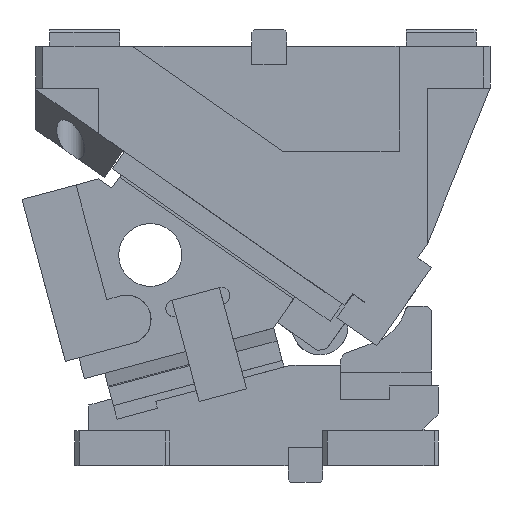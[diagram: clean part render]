
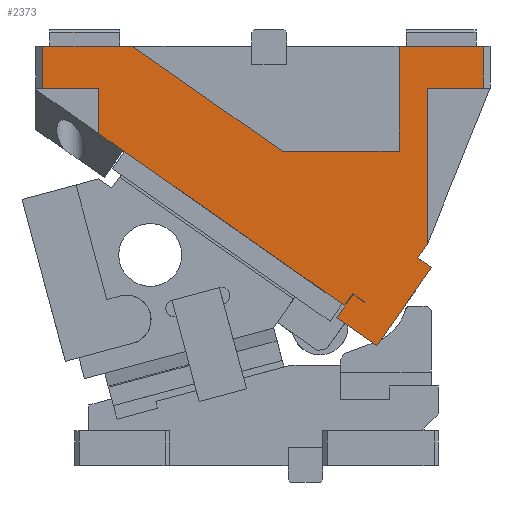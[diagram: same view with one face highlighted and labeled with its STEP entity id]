
A CAD part, left-side view. The second image highlights one B-rep face of the part: STEP entity #2373.
In plain terms, the highlighted planar face has unit normal (-1, 0, 0).
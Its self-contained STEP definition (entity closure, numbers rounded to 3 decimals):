
#850=CARTESIAN_POINT('Vertex',(-82.5,122.,-30.)) ;
#853=CARTESIAN_POINT('Line Origine',(-82.5,142.,-30.)) ;
#857=CARTESIAN_POINT('Vertex',(-82.5,162.,-30.)) ;
#942=CARTESIAN_POINT('Vertex',(-82.5,162.,0.)) ;
#945=CARTESIAN_POINT('Line Origine',(-82.5,162.,-15.)) ;
#1124=CARTESIAN_POINT('Line Origine',(-82.5,129.879,0.)) ;
#1128=CARTESIAN_POINT('Vertex',(-82.5,97.758,0.)) ;
#1853=CARTESIAN_POINT('Line Origine',(-82.5,112.746,-68.856)) ;
#1857=CARTESIAN_POINT('Vertex',(-82.5,122.,-62.376)) ;
#1859=CARTESIAN_POINT('Vertex',(-82.5,103.492,-75.336)) ;
#2198=CARTESIAN_POINT('Axis2P3D Location',(-82.5,0.871,-62.301)) ;
#2203=CARTESIAN_POINT('Line Origine',(-82.5,-51.328,-183.742)) ;
#2207=CARTESIAN_POINT('Vertex',(-82.5,-50.509,-183.168)) ;
#2209=CARTESIAN_POINT('Vertex',(-82.5,-52.147,-184.315)) ;
#2212=CARTESIAN_POINT('Line Origine',(-82.5,-52.966,-184.889)) ;
#2216=CARTESIAN_POINT('Vertex',(-82.5,-53.785,-185.462)) ;
#2219=CARTESIAN_POINT('Line Origine',(-82.5,-56.796,-181.162)) ;
#2223=CARTESIAN_POINT('Vertex',(-82.5,-59.808,-176.861)) ;
#2226=CARTESIAN_POINT('Line Origine',(-82.5,-64.108,-179.873)) ;
#2230=CARTESIAN_POINT('Vertex',(-82.5,-68.409,-182.884)) ;
#2233=CARTESIAN_POINT('Line Origine',(-82.5,-68.265,-183.089)) ;
#2237=CARTESIAN_POINT('Vertex',(-82.5,-68.122,-183.293)) ;
#2240=CARTESIAN_POINT('Line Origine',(-82.5,-64.026,-180.426)) ;
#2244=CARTESIAN_POINT('Vertex',(-82.5,-59.931,-177.558)) ;
#2247=CARTESIAN_POINT('Line Origine',(-82.5,-54.195,-185.749)) ;
#2251=CARTESIAN_POINT('Vertex',(-82.5,-48.459,-193.941)) ;
#2254=CARTESIAN_POINT('Line Origine',(-82.5,-62.794,-203.978)) ;
#2258=CARTESIAN_POINT('Vertex',(-82.5,-77.129,-214.016)) ;
#2261=CARTESIAN_POINT('Line Origine',(-82.5,-96.631,-186.165)) ;
#2265=CARTESIAN_POINT('Vertex',(-82.5,-116.133,-158.314)) ;
#2268=CARTESIAN_POINT('Line Origine',(-82.5,-111.218,-154.872)) ;
#2272=CARTESIAN_POINT('Vertex',(-82.5,-106.303,-151.431)) ;
#2275=CARTESIAN_POINT('Line Origine',(-82.5,-109.651,-146.648)) ;
#2279=CARTESIAN_POINT('Vertex',(-82.5,-113.,-141.866)) ;
#2282=CARTESIAN_POINT('Line Origine',(-82.5,-113.,-85.933)) ;
#2286=CARTESIAN_POINT('Vertex',(-82.5,-113.,-30.)) ;
#2289=CARTESIAN_POINT('Line Origine',(-82.5,-133.,-30.)) ;
#2293=CARTESIAN_POINT('Vertex',(-82.5,-153.,-30.)) ;
#2296=CARTESIAN_POINT('Line Origine',(-82.5,-153.,-15.)) ;
#2300=CARTESIAN_POINT('Vertex',(-82.5,-153.,0.)) ;
#2303=CARTESIAN_POINT('Line Origine',(-82.5,-123.,0.)) ;
#2307=CARTESIAN_POINT('Vertex',(-82.5,-93.,0.)) ;
#2310=CARTESIAN_POINT('Line Origine',(-82.5,-93.,-37.5)) ;
#2314=CARTESIAN_POINT('Vertex',(-82.5,-93.,-75.)) ;
#2317=CARTESIAN_POINT('Line Origine',(-82.5,-51.176,-75.)) ;
#2321=CARTESIAN_POINT('Vertex',(-82.5,-9.353,-75.)) ;
#2324=CARTESIAN_POINT('Line Origine',(-82.5,44.203,-37.5)) ;
#2329=CARTESIAN_POINT('Line Origine',(-82.5,122.,-46.188)) ;
#2334=CARTESIAN_POINT('Line Origine',(-82.5,102.673,-75.909)) ;
#2338=CARTESIAN_POINT('Vertex',(-82.5,101.854,-76.483)) ;
#2341=CARTESIAN_POINT('Line Origine',(-82.5,25.673,-129.825)) ;
#854=DIRECTION('Vector Direction',(0.,1.,0.)) ;
#946=DIRECTION('Vector Direction',(0.,0.,1.)) ;
#1125=DIRECTION('Vector Direction',(0.,-1.,0.)) ;
#1854=DIRECTION('Vector Direction',(0.,-0.819,-0.574)) ;
#2199=DIRECTION('Axis2P3D Direction',(1.,0.,0.)) ;
#2200=DIRECTION('Axis2P3D XDirection',(0.,1.,0.)) ;
#2204=DIRECTION('Vector Direction',(0.,-0.819,-0.574)) ;
#2213=DIRECTION('Vector Direction',(0.,-0.819,-0.574)) ;
#2220=DIRECTION('Vector Direction',(0.,-0.574,0.819)) ;
#2227=DIRECTION('Vector Direction',(0.,-0.819,-0.574)) ;
#2234=DIRECTION('Vector Direction',(0.,0.574,-0.819)) ;
#2241=DIRECTION('Vector Direction',(0.,-0.819,-0.574)) ;
#2248=DIRECTION('Vector Direction',(0.,-0.574,0.819)) ;
#2255=DIRECTION('Vector Direction',(0.,-0.819,-0.574)) ;
#2262=DIRECTION('Vector Direction',(0.,0.574,-0.819)) ;
#2269=DIRECTION('Vector Direction',(0.,0.819,0.574)) ;
#2276=DIRECTION('Vector Direction',(0.,-0.574,0.819)) ;
#2283=DIRECTION('Vector Direction',(0.,0.,1.)) ;
#2290=DIRECTION('Vector Direction',(0.,1.,0.)) ;
#2297=DIRECTION('Vector Direction',(0.,0.,-1.)) ;
#2304=DIRECTION('Vector Direction',(0.,-1.,0.)) ;
#2311=DIRECTION('Vector Direction',(0.,0.,-1.)) ;
#2318=DIRECTION('Vector Direction',(0.,1.,0.)) ;
#2325=DIRECTION('Vector Direction',(0.,0.819,0.574)) ;
#2330=DIRECTION('Vector Direction',(0.,0.,-1.)) ;
#2335=DIRECTION('Vector Direction',(0.,-0.819,-0.574)) ;
#2342=DIRECTION('Vector Direction',(0.,-0.819,-0.574)) ;
#2201=AXIS2_PLACEMENT_3D('Plane Axis2P3D',#2198,#2199,#2200) ;
#2347=ORIENTED_EDGE('',*,*,#2211,.T.) ;
#2348=ORIENTED_EDGE('',*,*,#2218,.T.) ;
#2349=ORIENTED_EDGE('',*,*,#2225,.T.) ;
#2350=ORIENTED_EDGE('',*,*,#2232,.T.) ;
#2351=ORIENTED_EDGE('',*,*,#2239,.T.) ;
#2352=ORIENTED_EDGE('',*,*,#2246,.F.) ;
#2353=ORIENTED_EDGE('',*,*,#2253,.F.) ;
#2354=ORIENTED_EDGE('',*,*,#2260,.T.) ;
#2355=ORIENTED_EDGE('',*,*,#2267,.F.) ;
#2356=ORIENTED_EDGE('',*,*,#2274,.T.) ;
#2357=ORIENTED_EDGE('',*,*,#2281,.T.) ;
#2358=ORIENTED_EDGE('',*,*,#2288,.T.) ;
#2359=ORIENTED_EDGE('',*,*,#2295,.F.) ;
#2360=ORIENTED_EDGE('',*,*,#2302,.F.) ;
#2361=ORIENTED_EDGE('',*,*,#2309,.F.) ;
#2362=ORIENTED_EDGE('',*,*,#2316,.T.) ;
#2363=ORIENTED_EDGE('',*,*,#2323,.T.) ;
#2364=ORIENTED_EDGE('',*,*,#2328,.F.) ;
#2365=ORIENTED_EDGE('',*,*,#1130,.F.) ;
#2366=ORIENTED_EDGE('',*,*,#949,.F.) ;
#2367=ORIENTED_EDGE('',*,*,#859,.F.) ;
#2368=ORIENTED_EDGE('',*,*,#2333,.T.) ;
#2369=ORIENTED_EDGE('',*,*,#1861,.T.) ;
#2370=ORIENTED_EDGE('',*,*,#2340,.T.) ;
#2371=ORIENTED_EDGE('',*,*,#2345,.T.) ;
#855=VECTOR('Line Direction',#854,1.) ;
#947=VECTOR('Line Direction',#946,1.) ;
#1126=VECTOR('Line Direction',#1125,1.) ;
#1855=VECTOR('Line Direction',#1854,1.) ;
#2205=VECTOR('Line Direction',#2204,1.) ;
#2214=VECTOR('Line Direction',#2213,1.) ;
#2221=VECTOR('Line Direction',#2220,1.) ;
#2228=VECTOR('Line Direction',#2227,1.) ;
#2235=VECTOR('Line Direction',#2234,1.) ;
#2242=VECTOR('Line Direction',#2241,1.) ;
#2249=VECTOR('Line Direction',#2248,1.) ;
#2256=VECTOR('Line Direction',#2255,1.) ;
#2263=VECTOR('Line Direction',#2262,1.) ;
#2270=VECTOR('Line Direction',#2269,1.) ;
#2277=VECTOR('Line Direction',#2276,1.) ;
#2284=VECTOR('Line Direction',#2283,1.) ;
#2291=VECTOR('Line Direction',#2290,1.) ;
#2298=VECTOR('Line Direction',#2297,1.) ;
#2305=VECTOR('Line Direction',#2304,1.) ;
#2312=VECTOR('Line Direction',#2311,1.) ;
#2319=VECTOR('Line Direction',#2318,1.) ;
#2326=VECTOR('Line Direction',#2325,1.) ;
#2331=VECTOR('Line Direction',#2330,1.) ;
#2336=VECTOR('Line Direction',#2335,1.) ;
#2343=VECTOR('Line Direction',#2342,1.) ;
#2373=ADVANCED_FACE('CAM HOLDER',(#2372),#2202,.F.) ;
#859=EDGE_CURVE('',#851,#858,#856,.T.) ;
#949=EDGE_CURVE('',#858,#943,#948,.T.) ;
#1130=EDGE_CURVE('',#943,#1129,#1127,.T.) ;
#1861=EDGE_CURVE('',#1858,#1860,#1856,.T.) ;
#2211=EDGE_CURVE('',#2208,#2210,#2206,.T.) ;
#2218=EDGE_CURVE('',#2210,#2217,#2215,.T.) ;
#2225=EDGE_CURVE('',#2217,#2224,#2222,.T.) ;
#2232=EDGE_CURVE('',#2224,#2231,#2229,.T.) ;
#2239=EDGE_CURVE('',#2231,#2238,#2236,.T.) ;
#2246=EDGE_CURVE('',#2245,#2238,#2243,.T.) ;
#2253=EDGE_CURVE('',#2252,#2245,#2250,.T.) ;
#2260=EDGE_CURVE('',#2252,#2259,#2257,.T.) ;
#2267=EDGE_CURVE('',#2266,#2259,#2264,.T.) ;
#2274=EDGE_CURVE('',#2266,#2273,#2271,.T.) ;
#2281=EDGE_CURVE('',#2273,#2280,#2278,.T.) ;
#2288=EDGE_CURVE('',#2280,#2287,#2285,.T.) ;
#2295=EDGE_CURVE('',#2294,#2287,#2292,.T.) ;
#2302=EDGE_CURVE('',#2301,#2294,#2299,.T.) ;
#2309=EDGE_CURVE('',#2308,#2301,#2306,.T.) ;
#2316=EDGE_CURVE('',#2308,#2315,#2313,.T.) ;
#2323=EDGE_CURVE('',#2315,#2322,#2320,.T.) ;
#2328=EDGE_CURVE('',#1129,#2322,#2327,.F.) ;
#2333=EDGE_CURVE('',#851,#1858,#2332,.T.) ;
#2340=EDGE_CURVE('',#1860,#2339,#2337,.T.) ;
#2345=EDGE_CURVE('',#2339,#2208,#2344,.T.) ;
#2346=EDGE_LOOP('',(#2347,#2348,#2349,#2350,#2351,#2352,#2353,#2354,#2355,#2356,#2357,#2358,#2359,#2360,#2361,#2362,#2363,#2364,#2365,#2366,#2367,#2368,#2369,#2370,#2371)) ;
#2372=FACE_OUTER_BOUND('',#2346,.T.) ;
#856=LINE('Line',#853,#855) ;
#948=LINE('Line',#945,#947) ;
#1127=LINE('Line',#1124,#1126) ;
#1856=LINE('Line',#1853,#1855) ;
#2206=LINE('Line',#2203,#2205) ;
#2215=LINE('Line',#2212,#2214) ;
#2222=LINE('Line',#2219,#2221) ;
#2229=LINE('Line',#2226,#2228) ;
#2236=LINE('Line',#2233,#2235) ;
#2243=LINE('Line',#2240,#2242) ;
#2250=LINE('Line',#2247,#2249) ;
#2257=LINE('Line',#2254,#2256) ;
#2264=LINE('Line',#2261,#2263) ;
#2271=LINE('Line',#2268,#2270) ;
#2278=LINE('Line',#2275,#2277) ;
#2285=LINE('Line',#2282,#2284) ;
#2292=LINE('Line',#2289,#2291) ;
#2299=LINE('Line',#2296,#2298) ;
#2306=LINE('Line',#2303,#2305) ;
#2313=LINE('Line',#2310,#2312) ;
#2320=LINE('Line',#2317,#2319) ;
#2327=LINE('Line',#2324,#2326) ;
#2332=LINE('Line',#2329,#2331) ;
#2337=LINE('Line',#2334,#2336) ;
#2344=LINE('Line',#2341,#2343) ;
#2202=PLANE('Plane',#2201) ;
#851=VERTEX_POINT('',#850) ;
#858=VERTEX_POINT('',#857) ;
#943=VERTEX_POINT('',#942) ;
#1129=VERTEX_POINT('',#1128) ;
#1858=VERTEX_POINT('',#1857) ;
#1860=VERTEX_POINT('',#1859) ;
#2208=VERTEX_POINT('',#2207) ;
#2210=VERTEX_POINT('',#2209) ;
#2217=VERTEX_POINT('',#2216) ;
#2224=VERTEX_POINT('',#2223) ;
#2231=VERTEX_POINT('',#2230) ;
#2238=VERTEX_POINT('',#2237) ;
#2245=VERTEX_POINT('',#2244) ;
#2252=VERTEX_POINT('',#2251) ;
#2259=VERTEX_POINT('',#2258) ;
#2266=VERTEX_POINT('',#2265) ;
#2273=VERTEX_POINT('',#2272) ;
#2280=VERTEX_POINT('',#2279) ;
#2287=VERTEX_POINT('',#2286) ;
#2294=VERTEX_POINT('',#2293) ;
#2301=VERTEX_POINT('',#2300) ;
#2308=VERTEX_POINT('',#2307) ;
#2315=VERTEX_POINT('',#2314) ;
#2322=VERTEX_POINT('',#2321) ;
#2339=VERTEX_POINT('',#2338) ;
